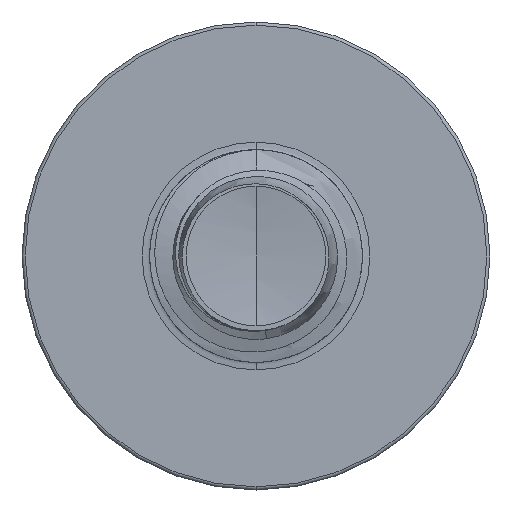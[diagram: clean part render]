
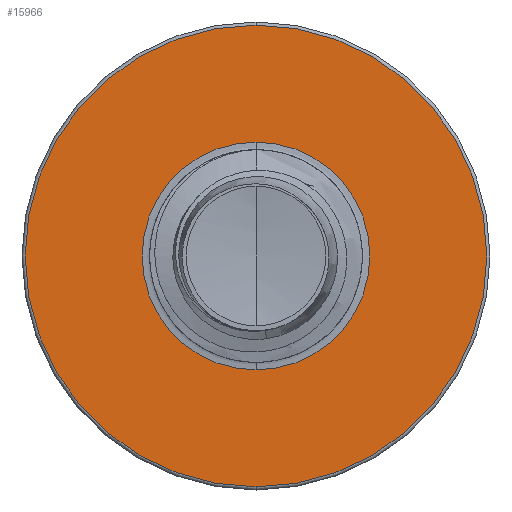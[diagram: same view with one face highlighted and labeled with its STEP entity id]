
A CAD part, front view. The second image highlights one B-rep face of the part: STEP entity #15966.
In plain terms, the highlighted planar face has unit normal (0, -1, 0).
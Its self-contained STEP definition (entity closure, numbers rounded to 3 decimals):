
#184 = DIRECTION ( 'NONE',  ( 0., 0., 1. ) ) ;
#828 = EDGE_LOOP ( 'NONE', ( #1859, #13960 ) ) ;
#1859 = ORIENTED_EDGE ( 'NONE', *, *, #34362, .T. ) ;
#5140 = DIRECTION ( 'NONE',  ( 0., 1., 0. ) ) ;
#5303 = CARTESIAN_POINT ( 'NONE',  ( 0., 19., 0. ) ) ;
#5309 = EDGE_LOOP ( 'NONE', ( #23032, #35374 ) ) ;
#6370 = CARTESIAN_POINT ( 'NONE',  ( 0., 19., -2.677 ) ) ;
#8231 = DIRECTION ( 'NONE',  ( 0., 0., 1. ) ) ;
#12673 = CIRCLE ( 'NONE', #34577, 2.677 ) ;
#13682 = AXIS2_PLACEMENT_3D ( 'NONE', #35003, #17602, #184 ) ;
#13960 = ORIENTED_EDGE ( 'NONE', *, *, #22683, .T. ) ;
#14317 = CARTESIAN_POINT ( 'NONE',  ( 0., 19., 0. ) ) ;
#15123 = DIRECTION ( 'NONE',  ( 0., 1., 0. ) ) ;
#15384 = CIRCLE ( 'NONE', #30468, 5.425 ) ;
#15953 = FACE_OUTER_BOUND ( 'NONE', #5309, .T. ) ;
#15966 = ADVANCED_FACE ( 'NONE', ( #15953, #23690 ), #32555, .F. ) ;
#17286 = DIRECTION ( 'NONE',  ( 0., 0., 1. ) ) ;
#17602 = DIRECTION ( 'NONE',  ( 0., 1., 0. ) ) ;
#17673 = CIRCLE ( 'NONE', #23905, 5.425 ) ;
#18200 = AXIS2_PLACEMENT_3D ( 'NONE', #6370, #15123, #35470 ) ;
#21412 = VERTEX_POINT ( 'NONE', #30968 ) ;
#22558 = CARTESIAN_POINT ( 'NONE',  ( 0., 19., 0. ) ) ;
#22683 = EDGE_CURVE ( 'NONE', #21412, #24977, #12673, .T. ) ;
#23032 = ORIENTED_EDGE ( 'NONE', *, *, #26079, .F. ) ;
#23690 = FACE_BOUND ( 'NONE', #828, .T. ) ;
#23905 = AXIS2_PLACEMENT_3D ( 'NONE', #22558, #5140, #25485 ) ;
#24977 = VERTEX_POINT ( 'NONE', #29624 ) ;
#25485 = DIRECTION ( 'NONE',  ( 0., 0., 1. ) ) ;
#25655 = DIRECTION ( 'NONE',  ( 0., 1., 0. ) ) ;
#26079 = EDGE_CURVE ( 'NONE', #27971, #27806, #15384, .T. ) ;
#26103 = CARTESIAN_POINT ( 'NONE',  ( 0., 19., 5.425 ) ) ;
#27293 = EDGE_CURVE ( 'NONE', #27806, #27971, #17673, .T. ) ;
#27806 = VERTEX_POINT ( 'NONE', #37634 ) ;
#27971 = VERTEX_POINT ( 'NONE', #26103 ) ;
#28055 = CIRCLE ( 'NONE', #13682, 2.677 ) ;
#29624 = CARTESIAN_POINT ( 'NONE',  ( 0., 19., 2.677 ) ) ;
#30468 = AXIS2_PLACEMENT_3D ( 'NONE', #14317, #34683, #17286 ) ;
#30968 = CARTESIAN_POINT ( 'NONE',  ( 0., 19., -2.677 ) ) ;
#32555 = PLANE ( 'NONE',  #18200 ) ;
#34362 = EDGE_CURVE ( 'NONE', #24977, #21412, #28055, .T. ) ;
#34577 = AXIS2_PLACEMENT_3D ( 'NONE', #5303, #25655, #8231 ) ;
#34683 = DIRECTION ( 'NONE',  ( 0., 1., 0. ) ) ;
#35003 = CARTESIAN_POINT ( 'NONE',  ( 0., 19., 0. ) ) ;
#35374 = ORIENTED_EDGE ( 'NONE', *, *, #27293, .F. ) ;
#35470 = DIRECTION ( 'NONE',  ( 0., 0., 1. ) ) ;
#37634 = CARTESIAN_POINT ( 'NONE',  ( 0., 19., -5.425 ) ) ;
